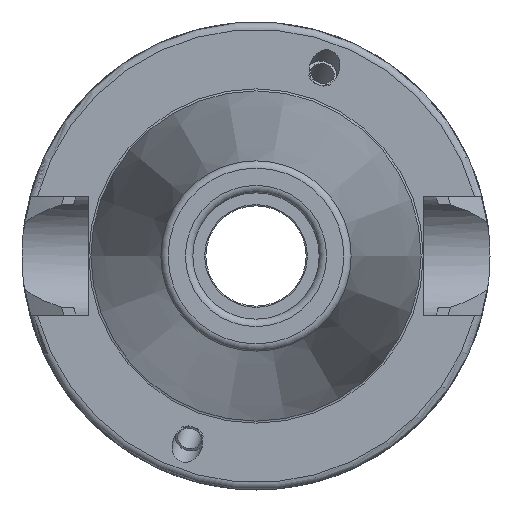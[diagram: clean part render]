
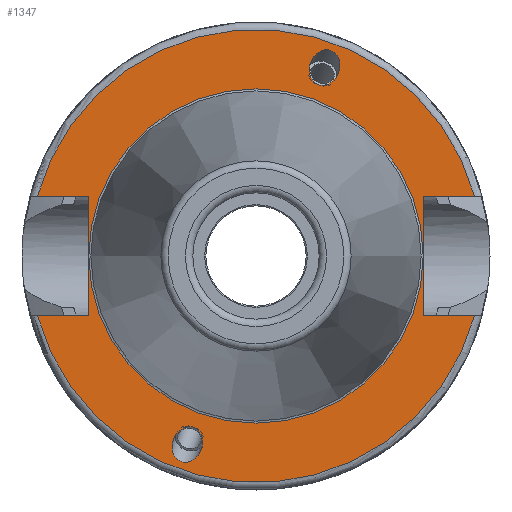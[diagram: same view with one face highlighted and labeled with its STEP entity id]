
A CAD part, left-side view. The second image highlights one B-rep face of the part: STEP entity #1347.
In plain terms, the highlighted planar face has unit normal (-1, 0, 0).
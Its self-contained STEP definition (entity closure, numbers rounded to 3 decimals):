
#27=ELLIPSE('',#1443,2.442,2.);
#36=ELLIPSE('',#1471,2.442,2.);
#101=FACE_BOUND('',#402,.T.);
#102=FACE_BOUND('',#403,.T.);
#103=FACE_BOUND('',#404,.T.);
#123=PLANE('',#1548);
#156=LINE('',#2420,#216);
#160=LINE('',#2428,#220);
#163=LINE('',#2448,#223);
#174=LINE('',#2550,#234);
#177=LINE('',#2571,#237);
#179=LINE('',#2574,#239);
#216=VECTOR('',#1805,10.);
#220=VECTOR('',#1811,10.);
#223=VECTOR('',#1816,10.);
#234=VECTOR('',#1873,10.);
#237=VECTOR('',#1878,10.);
#239=VECTOR('',#1882,10.);
#319=FACE_OUTER_BOUND('',#401,.T.);
#401=EDGE_LOOP('',(#1231,#1232,#1233,#1234,#1235,#1236,#1237,#1238));
#402=EDGE_LOOP('',(#1239));
#403=EDGE_LOOP('',(#1240));
#404=EDGE_LOOP('',(#1241,#1242));
#476=CIRCLE('',#1501,30.5);
#505=CIRCLE('',#1546,22.5);
#506=CIRCLE('',#1547,22.5);
#507=CIRCLE('',#1549,30.5);
#563=VERTEX_POINT('',#2240);
#583=VERTEX_POINT('',#2331);
#602=VERTEX_POINT('',#2408);
#603=VERTEX_POINT('',#2419);
#605=VERTEX_POINT('',#2425);
#606=VERTEX_POINT('',#2427);
#622=VERTEX_POINT('',#2510);
#629=VERTEX_POINT('',#2547);
#630=VERTEX_POINT('',#2549);
#634=VERTEX_POINT('',#2570);
#658=VERTEX_POINT('',#2642);
#659=VERTEX_POINT('',#2644);
#726=EDGE_CURVE('',#563,#563,#27,.T.);
#754=EDGE_CURVE('',#583,#583,#36,.T.);
#776=EDGE_CURVE('',#603,#602,#156,.T.);
#780=EDGE_CURVE('',#606,#605,#160,.T.);
#785=EDGE_CURVE('',#605,#603,#163,.T.);
#806=EDGE_CURVE('',#606,#622,#476,.T.);
#816=EDGE_CURVE('',#630,#629,#174,.T.);
#821=EDGE_CURVE('',#634,#622,#177,.T.);
#823=EDGE_CURVE('',#629,#634,#179,.T.);
#857=EDGE_CURVE('',#659,#658,#505,.T.);
#858=EDGE_CURVE('',#658,#659,#506,.T.);
#859=EDGE_CURVE('',#630,#602,#507,.T.);
#1231=ORIENTED_EDGE('',*,*,#776,.T.);
#1232=ORIENTED_EDGE('',*,*,#859,.F.);
#1233=ORIENTED_EDGE('',*,*,#816,.T.);
#1234=ORIENTED_EDGE('',*,*,#823,.T.);
#1235=ORIENTED_EDGE('',*,*,#821,.T.);
#1236=ORIENTED_EDGE('',*,*,#806,.F.);
#1237=ORIENTED_EDGE('',*,*,#780,.T.);
#1238=ORIENTED_EDGE('',*,*,#785,.T.);
#1239=ORIENTED_EDGE('',*,*,#726,.T.);
#1240=ORIENTED_EDGE('',*,*,#754,.T.);
#1241=ORIENTED_EDGE('',*,*,#857,.T.);
#1242=ORIENTED_EDGE('',*,*,#858,.T.);
#1347=ADVANCED_FACE('',(#319,#101,#102,#103),#123,.T.);
#1443=AXIS2_PLACEMENT_3D('',#2242,#1715,#1716);
#1471=AXIS2_PLACEMENT_3D('',#2333,#1778,#1779);
#1501=AXIS2_PLACEMENT_3D('',#2511,#1860,#1861);
#1546=AXIS2_PLACEMENT_3D('',#2645,#1967,#1968);
#1547=AXIS2_PLACEMENT_3D('',#2646,#1969,#1970);
#1548=AXIS2_PLACEMENT_3D('',#2647,#1971,#1972);
#1549=AXIS2_PLACEMENT_3D('',#2648,#1973,#1974);
#1715=DIRECTION('center_axis',(1.,0.,0.));
#1716=DIRECTION('ref_axis',(0.,-0.342,0.94));
#1778=DIRECTION('center_axis',(1.,0.,0.));
#1779=DIRECTION('ref_axis',(0.,0.342,-0.94));
#1805=DIRECTION('',(0.,-1.,0.));
#1811=DIRECTION('',(0.,1.,0.));
#1816=DIRECTION('',(0.,0.,1.));
#1860=DIRECTION('center_axis',(1.,0.,0.));
#1861=DIRECTION('ref_axis',(0.,0.,-1.));
#1873=DIRECTION('',(0.,-1.,0.));
#1878=DIRECTION('',(0.,1.,0.));
#1882=DIRECTION('',(0.,0.,-1.));
#1967=DIRECTION('center_axis',(1.,0.,0.));
#1968=DIRECTION('ref_axis',(0.,0.,-1.));
#1969=DIRECTION('center_axis',(1.,0.,0.));
#1970=DIRECTION('ref_axis',(0.,0.,-1.));
#1971=DIRECTION('center_axis',(-1.,0.,0.));
#1972=DIRECTION('ref_axis',(0.,0.,1.));
#1973=DIRECTION('center_axis',(1.,0.,0.));
#1974=DIRECTION('ref_axis',(0.,0.,-1.));
#2240=CARTESIAN_POINT('',(2.,-8.399,23.077));
#2242=CARTESIAN_POINT('Origin',(2.,-9.235,25.372));
#2331=CARTESIAN_POINT('',(2.,8.399,-23.077));
#2333=CARTESIAN_POINT('Origin',(2.,9.235,-25.372));
#2408=CARTESIAN_POINT('',(2.,-29.418,8.05));
#2419=CARTESIAN_POINT('',(2.,-22.6,8.05));
#2420=CARTESIAN_POINT('',(2.,3.95,8.05));
#2425=CARTESIAN_POINT('',(2.,-22.6,-8.05));
#2427=CARTESIAN_POINT('',(2.,-29.418,-8.05));
#2428=CARTESIAN_POINT('',(2.,3.95,-8.05));
#2448=CARTESIAN_POINT('',(2.,-22.6,0.));
#2510=CARTESIAN_POINT('',(2.,29.418,-8.05));
#2511=CARTESIAN_POINT('Origin',(2.,0.,0.));
#2547=CARTESIAN_POINT('',(2.,22.6,8.05));
#2549=CARTESIAN_POINT('',(2.,29.418,8.05));
#2550=CARTESIAN_POINT('',(2.,26.55,8.05));
#2570=CARTESIAN_POINT('',(2.,22.6,-8.05));
#2571=CARTESIAN_POINT('',(2.,26.55,-8.05));
#2574=CARTESIAN_POINT('',(2.,22.6,0.));
#2642=CARTESIAN_POINT('',(2.,0.,22.5));
#2644=CARTESIAN_POINT('',(2.,22.5,0.));
#2645=CARTESIAN_POINT('Origin',(2.,0.,0.));
#2646=CARTESIAN_POINT('Origin',(2.,0.,0.));
#2647=CARTESIAN_POINT('Origin',(2.,30.5,0.));
#2648=CARTESIAN_POINT('Origin',(2.,0.,0.));
